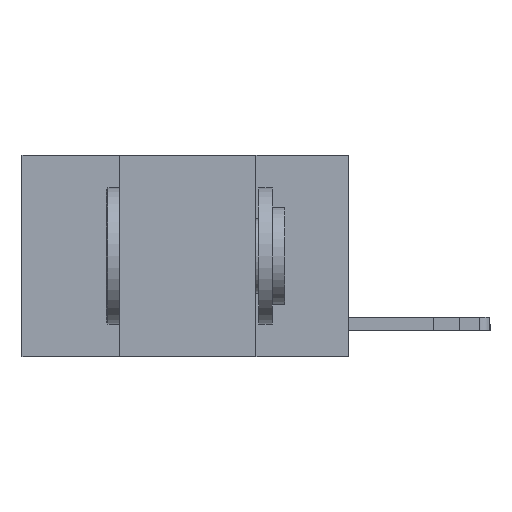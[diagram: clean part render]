
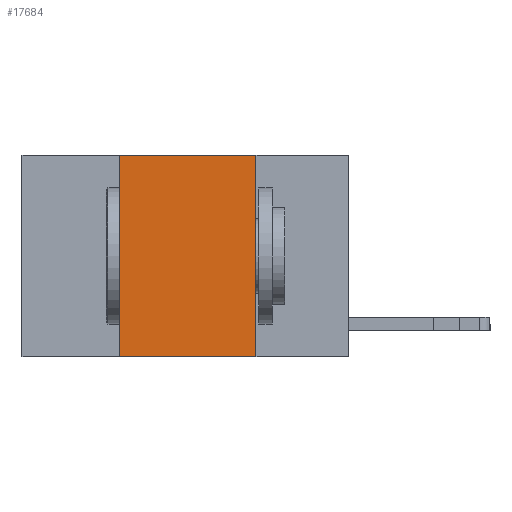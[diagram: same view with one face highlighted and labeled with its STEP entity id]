
A CAD part, left-side view. The second image highlights one B-rep face of the part: STEP entity #17684.
In plain terms, the highlighted planar face has unit normal (-1, 0, 0).
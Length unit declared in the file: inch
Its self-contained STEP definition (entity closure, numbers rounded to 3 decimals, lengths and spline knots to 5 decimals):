
#8 = EDGE_CURVE ( 'NONE', #16479, #10046, #5127, .T. ) ;
#708 = DIRECTION ( 'NONE',  ( 0., 0., -1. ) ) ;
#813 = EDGE_CURVE ( 'NONE', #9540, #16479, #9316, .T. ) ;
#1017 = LINE ( 'NONE', #7142, #1424 ) ;
#1424 = VECTOR ( 'NONE', #708, 39.37008 ) ;
#1786 = AXIS2_PLACEMENT_3D ( 'NONE', #9851, #4794, #11108 ) ;
#2362 = EDGE_CURVE ( 'NONE', #10046, #16771, #1017, .T. ) ;
#2904 = DIRECTION ( 'NONE',  ( 0., 0., 1. ) ) ;
#3502 = CARTESIAN_POINT ( 'NONE',  ( 0., 0.17, 0. ) ) ;
#4023 = VECTOR ( 'NONE', #12896, 39.37008 ) ;
#4794 = DIRECTION ( 'NONE',  ( 1., 0., 0. ) ) ;
#5127 = LINE ( 'NONE', #6577, #4023 ) ;
#5284 = ORIENTED_EDGE ( 'NONE', *, *, #8, .F. ) ;
#6490 = EDGE_CURVE ( 'NONE', #9540, #16771, #12841, .T. ) ;
#6535 = CARTESIAN_POINT ( 'NONE',  ( 0., 0.42, -0.37 ) ) ;
#6577 = CARTESIAN_POINT ( 'NONE',  ( 0., 0.6, 0. ) ) ;
#6620 = CARTESIAN_POINT ( 'NONE',  ( 0., 0.6, -0.37 ) ) ;
#6647 = PLANE ( 'NONE',  #1786 ) ;
#7142 = CARTESIAN_POINT ( 'NONE',  ( 0., 0.17, 0. ) ) ;
#7734 = ORIENTED_EDGE ( 'NONE', *, *, #6490, .T. ) ;
#7787 = VECTOR ( 'NONE', #19161, 39.37008 ) ;
#8833 = EDGE_LOOP ( 'NONE', ( #14652, #5284, #10683, #7734 ) ) ;
#9316 = LINE ( 'NONE', #15454, #19241 ) ;
#9540 = VERTEX_POINT ( 'NONE', #6535 ) ;
#9851 = CARTESIAN_POINT ( 'NONE',  ( 0., 0.6, 0. ) ) ;
#10046 = VERTEX_POINT ( 'NONE', #3502 ) ;
#10683 = ORIENTED_EDGE ( 'NONE', *, *, #813, .F. ) ;
#11108 = DIRECTION ( 'NONE',  ( 0., 0., -1. ) ) ;
#12841 = LINE ( 'NONE', #6620, #7787 ) ;
#12896 = DIRECTION ( 'NONE',  ( 0., -1., 0. ) ) ;
#13167 = CARTESIAN_POINT ( 'NONE',  ( 0., 0.42, 0. ) ) ;
#14272 = CARTESIAN_POINT ( 'NONE',  ( 0., 0.17, -0.37 ) ) ;
#14652 = ORIENTED_EDGE ( 'NONE', *, *, #2362, .F. ) ;
#15454 = CARTESIAN_POINT ( 'NONE',  ( 0., 0.42, 0. ) ) ;
#16479 = VERTEX_POINT ( 'NONE', #13167 ) ;
#16771 = VERTEX_POINT ( 'NONE', #14272 ) ;
#17684 = ADVANCED_FACE ( 'NONE', ( #18981 ), #6647, .F. ) ;
#18981 = FACE_OUTER_BOUND ( 'NONE', #8833, .T. ) ;
#19161 = DIRECTION ( 'NONE',  ( 0., -1., 0. ) ) ;
#19241 = VECTOR ( 'NONE', #2904, 39.37008 ) ;
